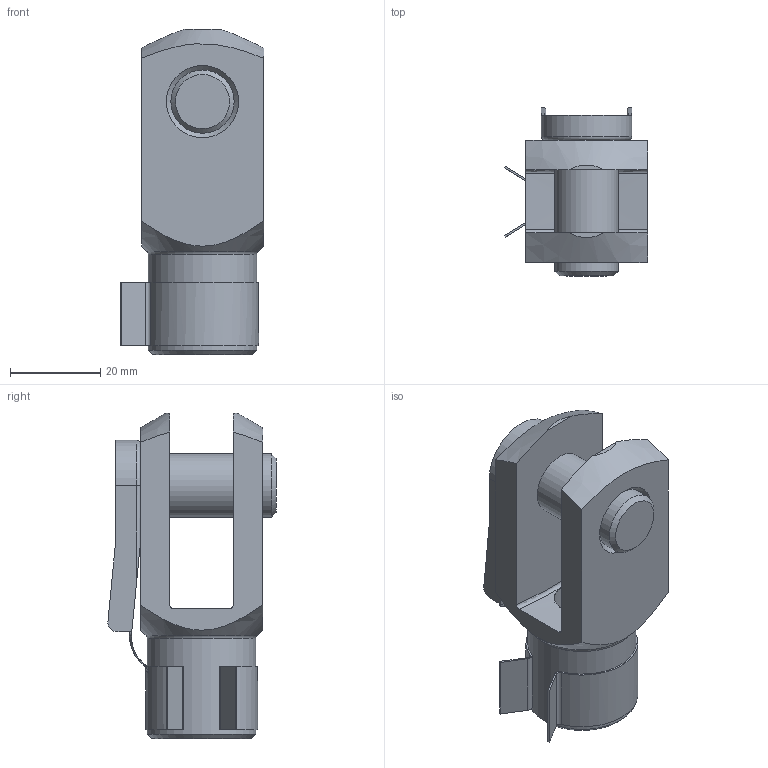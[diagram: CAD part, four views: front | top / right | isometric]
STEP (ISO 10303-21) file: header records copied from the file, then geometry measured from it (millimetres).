
FILE_DESCRIPTION((''),'2;1');
FILE_NAME('2040-Gabelkopf-GAKL5M14x1.5BL.stp','2012-07-16T11:40:43',('CADNEU'),(''),'Autodesk Inventor 2012','Autodesk Inventor 2012','');
FILE_SCHEMA(('AUTOMOTIVE_DESIGN { 1 0 10303 214 1 1 1 1 }'));
Length unit declared in the file: millimetre
Products named in the file (3): GAKL5M14x1.5BL; GAKH5M14x1.5BL; FKBJ5
Assembly tree (2 placements, depth 2):
  GAKL5M14x1.5BL
    GAKH5M14x1.5BL
    FKBJ5
Bounding box: 31.65 x 37.23 x 72 mm (x, y, z)
Volume: 28683.3 mm3; surface area: 16144.9 mm2
Topology: 2 solids, 2 shells, 100 faces, 267 edges, 170 vertices
Faces by surface type: cylinder 37, plane 32, bspline 11, cone 10, torus 10
Full cylindrical faces by diameter (mm): 12.376 x1, 14 x3, 24 x1
Entity records: 3461 total; most frequent: CARTESIAN_POINT 1058, ORIENTED_EDGE 498, DIRECTION 459, EDGE_CURVE 249, AXIS2_PLACEMENT_3D 182, VERTEX_POINT 166, EDGE_LOOP 119, FACE_OUTER_BOUND 100
